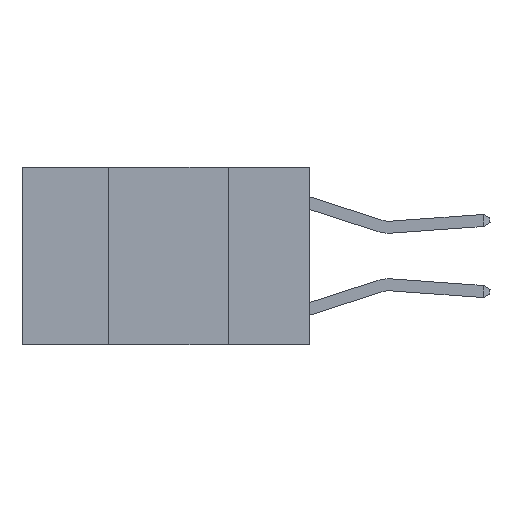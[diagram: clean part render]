
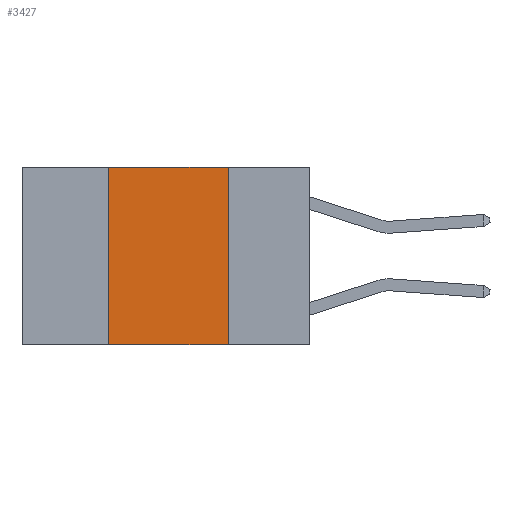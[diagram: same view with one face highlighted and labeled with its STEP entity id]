
A CAD part, left-side view. The second image highlights one B-rep face of the part: STEP entity #3427.
In plain terms, the highlighted planar face has unit normal (-1, 0, 0).
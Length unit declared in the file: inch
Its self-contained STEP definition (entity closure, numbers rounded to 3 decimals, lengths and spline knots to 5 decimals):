
#479 = PLANE ( 'NONE',  #6097 ) ;
#936 = EDGE_LOOP ( 'NONE', ( #1653, #10564, #8912, #9893 ) ) ;
#1227 = LINE ( 'NONE', #4746, #4790 ) ;
#1387 = DIRECTION ( 'NONE',  ( 0., 0., 1. ) ) ;
#1653 = ORIENTED_EDGE ( 'NONE', *, *, #10497, .F. ) ;
#1728 = CARTESIAN_POINT ( 'NONE',  ( 0., 0.17, -0.37 ) ) ;
#1738 = VECTOR ( 'NONE', #10063, 39.37008 ) ;
#2163 = DIRECTION ( 'NONE',  ( 0., -1., 0. ) ) ;
#2178 = EDGE_CURVE ( 'NONE', #5108, #5150, #4046, .T. ) ;
#2425 = DIRECTION ( 'NONE',  ( 0., 0., -1. ) ) ;
#3134 = VECTOR ( 'NONE', #2163, 39.37008 ) ;
#3427 = ADVANCED_FACE ( 'NONE', ( #3873 ), #479, .F. ) ;
#3655 = VERTEX_POINT ( 'NONE', #1728 ) ;
#3873 = FACE_OUTER_BOUND ( 'NONE', #936, .T. ) ;
#4046 = LINE ( 'NONE', #4886, #1738 ) ;
#4288 = VECTOR ( 'NONE', #2425, 39.37008 ) ;
#4738 = DIRECTION ( 'NONE',  ( 0., 0., -1. ) ) ;
#4746 = CARTESIAN_POINT ( 'NONE',  ( 0., 0.42, 0. ) ) ;
#4790 = VECTOR ( 'NONE', #1387, 39.37008 ) ;
#4886 = CARTESIAN_POINT ( 'NONE',  ( 0., 0.6, 0. ) ) ;
#5108 = VERTEX_POINT ( 'NONE', #5442 ) ;
#5150 = VERTEX_POINT ( 'NONE', #10291 ) ;
#5442 = CARTESIAN_POINT ( 'NONE',  ( 0., 0.42, 0. ) ) ;
#6097 = AXIS2_PLACEMENT_3D ( 'NONE', #8080, #9853, #4738 ) ;
#6524 = CARTESIAN_POINT ( 'NONE',  ( 0., 0.6, -0.37 ) ) ;
#7248 = LINE ( 'NONE', #6524, #3134 ) ;
#7261 = EDGE_CURVE ( 'NONE', #11096, #3655, #7248, .T. ) ;
#7590 = LINE ( 'NONE', #8371, #4288 ) ;
#8080 = CARTESIAN_POINT ( 'NONE',  ( 0., 0.6, 0. ) ) ;
#8199 = EDGE_CURVE ( 'NONE', #11096, #5108, #1227, .T. ) ;
#8371 = CARTESIAN_POINT ( 'NONE',  ( 0., 0.17, 0. ) ) ;
#8912 = ORIENTED_EDGE ( 'NONE', *, *, #8199, .F. ) ;
#9041 = CARTESIAN_POINT ( 'NONE',  ( 0., 0.42, -0.37 ) ) ;
#9853 = DIRECTION ( 'NONE',  ( 1., 0., 0. ) ) ;
#9893 = ORIENTED_EDGE ( 'NONE', *, *, #7261, .T. ) ;
#10063 = DIRECTION ( 'NONE',  ( 0., -1., 0. ) ) ;
#10291 = CARTESIAN_POINT ( 'NONE',  ( 0., 0.17, 0. ) ) ;
#10497 = EDGE_CURVE ( 'NONE', #5150, #3655, #7590, .T. ) ;
#10564 = ORIENTED_EDGE ( 'NONE', *, *, #2178, .F. ) ;
#11096 = VERTEX_POINT ( 'NONE', #9041 ) ;
